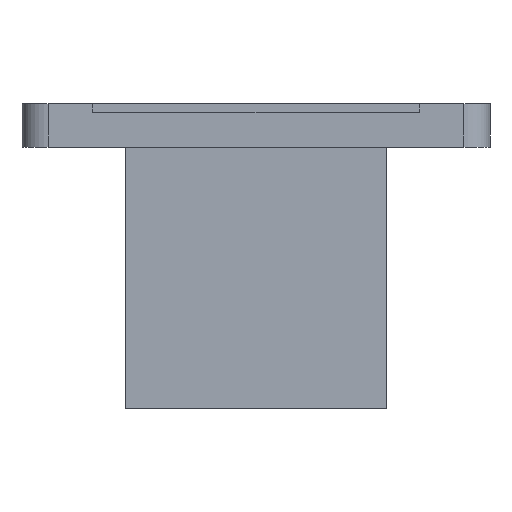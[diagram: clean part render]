
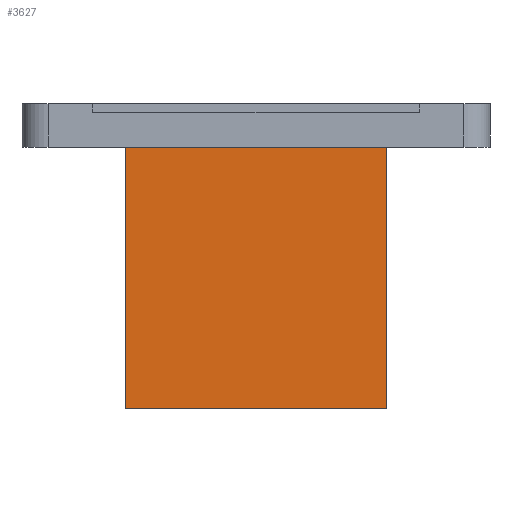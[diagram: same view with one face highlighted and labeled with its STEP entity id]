
A CAD part, front view. The second image highlights one B-rep face of the part: STEP entity #3627.
In plain terms, the highlighted planar face has unit normal (0, -1, 0).
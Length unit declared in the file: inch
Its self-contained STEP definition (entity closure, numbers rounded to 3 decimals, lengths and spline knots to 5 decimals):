
#41 = LINE ( 'NONE', #118, #2105 ) ;
#71 = DIRECTION ( 'NONE',  ( 0., 1., 0. ) ) ;
#97 = CARTESIAN_POINT ( 'NONE',  ( 0.75, -0.375, -5.17705 ) ) ;
#118 = CARTESIAN_POINT ( 'NONE',  ( 0.75, -0.375, -1.75 ) ) ;
#287 = EDGE_CURVE ( 'NONE', #4224, #5311, #5059, .T. ) ;
#937 = CARTESIAN_POINT ( 'NONE',  ( 0.75, -0.375, -0.25 ) ) ;
#965 = EDGE_CURVE ( 'NONE', #4383, #3209, #41, .T. ) ;
#1283 = CARTESIAN_POINT ( 'NONE',  ( 0.75, -0.375, -5.17705 ) ) ;
#1336 = PLANE ( 'NONE',  #5293 ) ;
#1513 = LINE ( 'NONE', #2803, #2719 ) ;
#1663 = ORIENTED_EDGE ( 'NONE', *, *, #287, .T. ) ;
#2070 = CARTESIAN_POINT ( 'NONE',  ( 0.75, -0.375, -0.25 ) ) ;
#2105 = VECTOR ( 'NONE', #2486, 39.37008 ) ;
#2365 = DIRECTION ( 'NONE',  ( 0., 0., 1. ) ) ;
#2486 = DIRECTION ( 'NONE',  ( 1., 0., 0. ) ) ;
#2514 = DIRECTION ( 'NONE',  ( 1., 0., 0. ) ) ;
#2539 = LINE ( 'NONE', #97, #3897 ) ;
#2570 = DIRECTION ( 'NONE',  ( -1., 0., 0. ) ) ;
#2719 = VECTOR ( 'NONE', #2365, 39.37008 ) ;
#2803 = CARTESIAN_POINT ( 'NONE',  ( -0.75, -0.375, -5.17705 ) ) ;
#2870 = CARTESIAN_POINT ( 'NONE',  ( 0.75, -0.375, -1.75 ) ) ;
#2982 = ORIENTED_EDGE ( 'NONE', *, *, #3593, .T. ) ;
#3209 = VERTEX_POINT ( 'NONE', #2870 ) ;
#3459 = EDGE_LOOP ( 'NONE', ( #2982, #1663, #4444, #3919 ) ) ;
#3593 = EDGE_CURVE ( 'NONE', #3209, #4224, #2539, .T. ) ;
#3627 = ADVANCED_FACE ( 'NONE', ( #5052 ), #1336, .F. ) ;
#3897 = VECTOR ( 'NONE', #4571, 39.37008 ) ;
#3919 = ORIENTED_EDGE ( 'NONE', *, *, #965, .T. ) ;
#4224 = VERTEX_POINT ( 'NONE', #2070 ) ;
#4243 = CARTESIAN_POINT ( 'NONE',  ( -0.75, -0.375, -0.25 ) ) ;
#4383 = VERTEX_POINT ( 'NONE', #5092 ) ;
#4444 = ORIENTED_EDGE ( 'NONE', *, *, #4690, .F. ) ;
#4571 = DIRECTION ( 'NONE',  ( 0., 0., 1. ) ) ;
#4690 = EDGE_CURVE ( 'NONE', #4383, #5311, #1513, .T. ) ;
#5052 = FACE_OUTER_BOUND ( 'NONE', #3459, .T. ) ;
#5059 = LINE ( 'NONE', #937, #5086 ) ;
#5086 = VECTOR ( 'NONE', #2570, 39.37008 ) ;
#5092 = CARTESIAN_POINT ( 'NONE',  ( -0.75, -0.375, -1.75 ) ) ;
#5293 = AXIS2_PLACEMENT_3D ( 'NONE', #1283, #71, #2514 ) ;
#5311 = VERTEX_POINT ( 'NONE', #4243 ) ;
